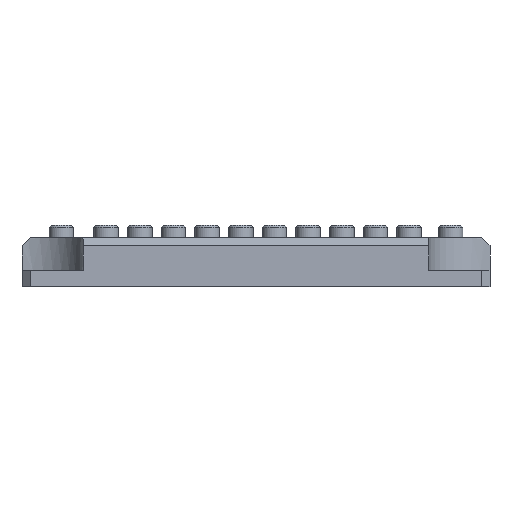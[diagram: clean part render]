
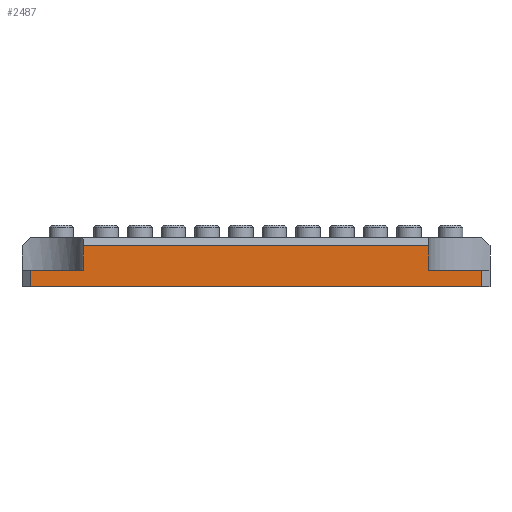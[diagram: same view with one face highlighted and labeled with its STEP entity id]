
A CAD part, front view. The second image highlights one B-rep face of the part: STEP entity #2487.
In plain terms, the highlighted planar face has unit normal (0.006, -1, 0).
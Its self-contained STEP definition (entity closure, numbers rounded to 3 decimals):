
#141=PLANE('',#2722);
#278=FACE_OUTER_BOUND('',#427,.T.);
#427=EDGE_LOOP('',(#2086,#2087,#2088,#2089,#2090,#2091,#2092,#2093));
#755=LINE('',#4051,#1003);
#756=LINE('',#4054,#1004);
#757=LINE('',#4056,#1005);
#758=LINE('',#4058,#1006);
#759=LINE('',#4060,#1007);
#760=LINE('',#4062,#1008);
#761=LINE('',#4064,#1009);
#762=LINE('',#4065,#1010);
#1003=VECTOR('',#3329,10.);
#1004=VECTOR('',#3332,10.);
#1005=VECTOR('',#3333,10.);
#1006=VECTOR('',#3334,10.);
#1007=VECTOR('',#3335,10.);
#1008=VECTOR('',#3336,10.);
#1009=VECTOR('',#3337,10.);
#1010=VECTOR('',#3338,10.);
#1224=VERTEX_POINT('',#4044);
#1227=VERTEX_POINT('',#4049);
#1228=VERTEX_POINT('',#4053);
#1229=VERTEX_POINT('',#4055);
#1230=VERTEX_POINT('',#4057);
#1231=VERTEX_POINT('',#4059);
#1232=VERTEX_POINT('',#4061);
#1233=VERTEX_POINT('',#4063);
#1541=EDGE_CURVE('',#1227,#1224,#755,.T.);
#1542=EDGE_CURVE('',#1227,#1228,#756,.T.);
#1543=EDGE_CURVE('',#1229,#1228,#757,.T.);
#1544=EDGE_CURVE('',#1229,#1230,#758,.T.);
#1545=EDGE_CURVE('',#1230,#1231,#759,.T.);
#1546=EDGE_CURVE('',#1232,#1231,#760,.T.);
#1547=EDGE_CURVE('',#1232,#1233,#761,.T.);
#1548=EDGE_CURVE('',#1233,#1224,#762,.T.);
#2086=ORIENTED_EDGE('',*,*,#1541,.F.);
#2087=ORIENTED_EDGE('',*,*,#1542,.T.);
#2088=ORIENTED_EDGE('',*,*,#1543,.F.);
#2089=ORIENTED_EDGE('',*,*,#1544,.T.);
#2090=ORIENTED_EDGE('',*,*,#1545,.T.);
#2091=ORIENTED_EDGE('',*,*,#1546,.F.);
#2092=ORIENTED_EDGE('',*,*,#1547,.T.);
#2093=ORIENTED_EDGE('',*,*,#1548,.T.);
#2487=ADVANCED_FACE('',(#278),#141,.T.);
#2722=AXIS2_PLACEMENT_3D('',#4052,#3330,#3331);
#3329=DIRECTION('',(0.,0.,1.));
#3330=DIRECTION('center_axis',(0.006,-1.,0.));
#3331=DIRECTION('ref_axis',(1.,0.006,0.));
#3332=DIRECTION('',(1.,0.006,0.));
#3333=DIRECTION('',(0.,0.,-1.));
#3334=DIRECTION('',(-1.,-0.006,0.));
#3335=DIRECTION('',(0.,0.,1.));
#3336=DIRECTION('',(1.,0.006,0.));
#3337=DIRECTION('',(0.,0.,-1.));
#3338=DIRECTION('',(-1.,-0.006,0.));
#4044=CARTESIAN_POINT('',(-28.699,-37.092,30.));
#4049=CARTESIAN_POINT('',(-28.699,-37.092,28.));
#4051=CARTESIAN_POINT('',(-28.699,-37.092,0.));
#4052=CARTESIAN_POINT('Origin',(-29.699,-37.098,0.));
#4053=CARTESIAN_POINT('',(26.443,-36.766,28.));
#4054=CARTESIAN_POINT('',(-15.286,-37.013,28.));
#4055=CARTESIAN_POINT('',(26.443,-36.766,30.));
#4056=CARTESIAN_POINT('',(26.443,-36.766,0.));
#4057=CARTESIAN_POINT('',(19.943,-36.804,30.));
#4058=CARTESIAN_POINT('',(-2.992,-36.94,30.));
#4059=CARTESIAN_POINT('',(19.943,-36.804,33.));
#4060=CARTESIAN_POINT('',(19.943,-36.804,34.));
#4061=CARTESIAN_POINT('',(-22.199,-37.054,33.));
#4062=CARTESIAN_POINT('',(-15.286,-37.013,33.));
#4063=CARTESIAN_POINT('',(-22.199,-37.054,30.));
#4064=CARTESIAN_POINT('',(-22.199,-37.054,34.));
#4065=CARTESIAN_POINT('',(-27.813,-37.087,30.));
